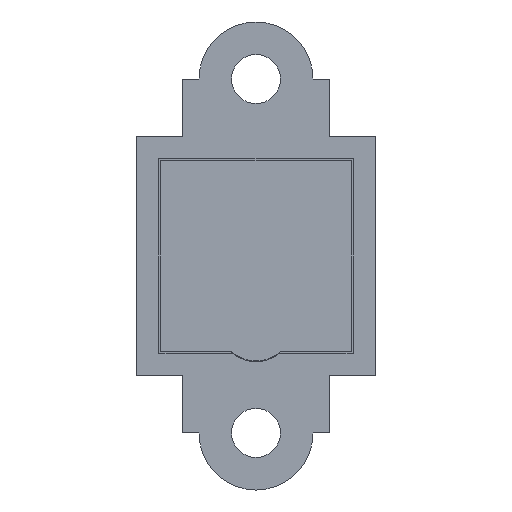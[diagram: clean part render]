
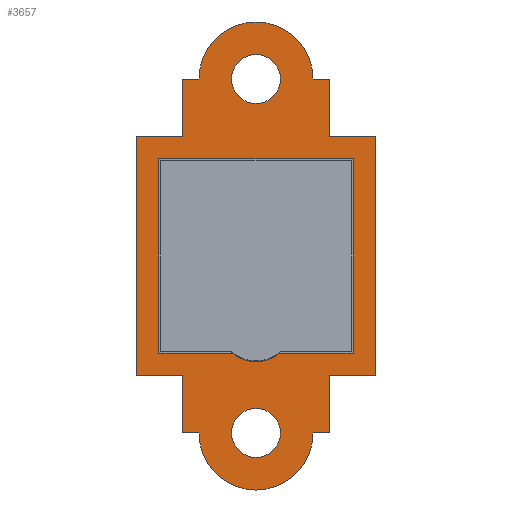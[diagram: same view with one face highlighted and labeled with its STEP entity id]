
A CAD part, front view. The second image highlights one B-rep face of the part: STEP entity #3657.
In plain terms, the highlighted planar face has unit normal (0, -1, 0).
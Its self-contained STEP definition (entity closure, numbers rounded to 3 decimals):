
#164=FACE_BOUND('',#564,.T.);
#165=FACE_BOUND('',#565,.T.);
#166=FACE_BOUND('',#566,.T.);
#185=CIRCLE('',#3793,2.25);
#188=CIRCLE('',#3883,3.5);
#189=CIRCLE('',#3884,3.5);
#190=CIRCLE('',#3885,1.5);
#191=CIRCLE('',#3886,1.5);
#349=FACE_OUTER_BOUND('',#563,.T.);
#563=EDGE_LOOP('',(#3098,#3099,#3100,#3101,#3102,#3103,#3104,#3105,#3106,
#3107,#3108,#3109,#3110,#3111,#3112,#3113));
#564=EDGE_LOOP('',(#3114,#3115,#3116,#3117,#3118,#3119));
#565=EDGE_LOOP('',(#3120));
#566=EDGE_LOOP('',(#3121));
#672=LINE('',#4950,#1093);
#677=LINE('',#4959,#1098);
#845=LINE('',#5897,#1266);
#947=LINE('',#6218,#1368);
#948=LINE('',#6220,#1369);
#949=LINE('',#6221,#1370);
#950=LINE('',#6223,#1371);
#951=LINE('',#6225,#1372);
#952=LINE('',#6227,#1373);
#953=LINE('',#6231,#1374);
#954=LINE('',#6233,#1375);
#955=LINE('',#6235,#1376);
#956=LINE('',#6237,#1377);
#957=LINE('',#6239,#1378);
#958=LINE('',#6241,#1379);
#959=LINE('',#6242,#1380);
#960=LINE('',#6244,#1381);
#961=LINE('',#6246,#1382);
#962=LINE('',#6247,#1383);
#1093=VECTOR('',#4108,10.);
#1098=VECTOR('',#4115,10.);
#1266=VECTOR('',#4345,10.);
#1368=VECTOR('',#4561,10.);
#1369=VECTOR('',#4562,10.);
#1370=VECTOR('',#4563,10.);
#1371=VECTOR('',#4564,10.);
#1372=VECTOR('',#4565,10.);
#1373=VECTOR('',#4566,10.);
#1374=VECTOR('',#4569,10.);
#1375=VECTOR('',#4570,10.);
#1376=VECTOR('',#4571,10.);
#1377=VECTOR('',#4572,10.);
#1378=VECTOR('',#4573,10.);
#1379=VECTOR('',#4574,10.);
#1380=VECTOR('',#4575,10.);
#1381=VECTOR('',#4576,10.);
#1382=VECTOR('',#4577,10.);
#1383=VECTOR('',#4578,10.);
#1507=VERTEX_POINT('',#4943);
#1508=VERTEX_POINT('',#4945);
#1509=VERTEX_POINT('',#4949);
#1512=VERTEX_POINT('',#4957);
#1687=VERTEX_POINT('',#5894);
#1688=VERTEX_POINT('',#5896);
#1743=VERTEX_POINT('',#6214);
#1744=VERTEX_POINT('',#6215);
#1745=VERTEX_POINT('',#6217);
#1746=VERTEX_POINT('',#6219);
#1747=VERTEX_POINT('',#6222);
#1748=VERTEX_POINT('',#6224);
#1749=VERTEX_POINT('',#6226);
#1750=VERTEX_POINT('',#6228);
#1751=VERTEX_POINT('',#6230);
#1752=VERTEX_POINT('',#6232);
#1753=VERTEX_POINT('',#6234);
#1754=VERTEX_POINT('',#6236);
#1755=VERTEX_POINT('',#6238);
#1756=VERTEX_POINT('',#6240);
#1757=VERTEX_POINT('',#6243);
#1758=VERTEX_POINT('',#6245);
#1759=VERTEX_POINT('',#6248);
#1760=VERTEX_POINT('',#6250);
#1872=EDGE_CURVE('',#1508,#1507,#185,.T.);
#1874=EDGE_CURVE('',#1508,#1509,#672,.T.);
#1879=EDGE_CURVE('',#1512,#1507,#677,.T.);
#2103=EDGE_CURVE('',#1687,#1688,#845,.T.);
#2213=EDGE_CURVE('',#1743,#1744,#188,.T.);
#2214=EDGE_CURVE('',#1745,#1744,#947,.T.);
#2215=EDGE_CURVE('',#1746,#1745,#948,.T.);
#2216=EDGE_CURVE('',#1688,#1746,#949,.T.);
#2217=EDGE_CURVE('',#1747,#1687,#950,.T.);
#2218=EDGE_CURVE('',#1748,#1747,#951,.T.);
#2219=EDGE_CURVE('',#1748,#1749,#952,.T.);
#2220=EDGE_CURVE('',#1749,#1750,#189,.T.);
#2221=EDGE_CURVE('',#1751,#1750,#953,.T.);
#2222=EDGE_CURVE('',#1752,#1751,#954,.T.);
#2223=EDGE_CURVE('',#1753,#1752,#955,.T.);
#2224=EDGE_CURVE('',#1754,#1753,#956,.T.);
#2225=EDGE_CURVE('',#1755,#1754,#957,.T.);
#2226=EDGE_CURVE('',#1756,#1755,#958,.T.);
#2227=EDGE_CURVE('',#1756,#1743,#959,.T.);
#2228=EDGE_CURVE('',#1757,#1512,#960,.T.);
#2229=EDGE_CURVE('',#1758,#1757,#961,.T.);
#2230=EDGE_CURVE('',#1509,#1758,#962,.T.);
#2231=EDGE_CURVE('',#1759,#1759,#190,.T.);
#2232=EDGE_CURVE('',#1760,#1760,#191,.T.);
#3098=ORIENTED_EDGE('',*,*,#2213,.T.);
#3099=ORIENTED_EDGE('',*,*,#2214,.F.);
#3100=ORIENTED_EDGE('',*,*,#2215,.F.);
#3101=ORIENTED_EDGE('',*,*,#2216,.F.);
#3102=ORIENTED_EDGE('',*,*,#2103,.F.);
#3103=ORIENTED_EDGE('',*,*,#2217,.F.);
#3104=ORIENTED_EDGE('',*,*,#2218,.F.);
#3105=ORIENTED_EDGE('',*,*,#2219,.T.);
#3106=ORIENTED_EDGE('',*,*,#2220,.T.);
#3107=ORIENTED_EDGE('',*,*,#2221,.F.);
#3108=ORIENTED_EDGE('',*,*,#2222,.F.);
#3109=ORIENTED_EDGE('',*,*,#2223,.F.);
#3110=ORIENTED_EDGE('',*,*,#2224,.F.);
#3111=ORIENTED_EDGE('',*,*,#2225,.F.);
#3112=ORIENTED_EDGE('',*,*,#2226,.F.);
#3113=ORIENTED_EDGE('',*,*,#2227,.T.);
#3114=ORIENTED_EDGE('',*,*,#1872,.T.);
#3115=ORIENTED_EDGE('',*,*,#1879,.F.);
#3116=ORIENTED_EDGE('',*,*,#2228,.F.);
#3117=ORIENTED_EDGE('',*,*,#2229,.F.);
#3118=ORIENTED_EDGE('',*,*,#2230,.F.);
#3119=ORIENTED_EDGE('',*,*,#1874,.F.);
#3120=ORIENTED_EDGE('',*,*,#2231,.T.);
#3121=ORIENTED_EDGE('',*,*,#2232,.T.);
#3466=PLANE('',#3882);
#3657=ADVANCED_FACE('',(#349,#164,#165,#166),#3466,.F.);
#3793=AXIS2_PLACEMENT_3D('',#4946,#4103,#4104);
#3882=AXIS2_PLACEMENT_3D('',#6213,#4557,#4558);
#3883=AXIS2_PLACEMENT_3D('',#6216,#4559,#4560);
#3884=AXIS2_PLACEMENT_3D('',#6229,#4567,#4568);
#3885=AXIS2_PLACEMENT_3D('',#6249,#4579,#4580);
#3886=AXIS2_PLACEMENT_3D('',#6251,#4581,#4582);
#4103=DIRECTION('center_axis',(0.,1.,0.));
#4104=DIRECTION('ref_axis',(0.,0.,-1.));
#4108=DIRECTION('',(1.,0.,0.));
#4115=DIRECTION('',(1.,0.,0.));
#4345=DIRECTION('',(0.,0.,1.));
#4557=DIRECTION('center_axis',(0.,1.,0.));
#4558=DIRECTION('ref_axis',(0.,0.,1.));
#4559=DIRECTION('center_axis',(0.,-1.,0.));
#4560=DIRECTION('ref_axis',(1.,0.,0.));
#4561=DIRECTION('',(1.,0.,0.));
#4562=DIRECTION('',(0.,0.,1.));
#4563=DIRECTION('',(1.,0.,0.));
#4564=DIRECTION('',(-1.,0.,0.));
#4565=DIRECTION('',(0.,0.,1.));
#4566=DIRECTION('',(1.,0.,0.));
#4567=DIRECTION('center_axis',(0.,-1.,0.));
#4568=DIRECTION('ref_axis',(-1.,0.,0.));
#4569=DIRECTION('',(-1.,0.,0.));
#4570=DIRECTION('',(0.,0.,-1.));
#4571=DIRECTION('',(-1.,0.,0.));
#4572=DIRECTION('',(0.,0.,-1.));
#4573=DIRECTION('',(1.,0.,0.));
#4574=DIRECTION('',(0.,0.,-1.));
#4575=DIRECTION('',(-1.,0.,0.));
#4576=DIRECTION('',(0.,0.,-1.));
#4577=DIRECTION('',(-1.,0.,0.));
#4578=DIRECTION('',(0.,0.,1.));
#4579=DIRECTION('center_axis',(0.,1.,0.));
#4580=DIRECTION('ref_axis',(-1.,0.,0.));
#4581=DIRECTION('center_axis',(0.,1.,0.));
#4582=DIRECTION('ref_axis',(-1.,0.,0.));
#4943=CARTESIAN_POINT('',(-0.708,0.85,-3.95));
#4945=CARTESIAN_POINT('',(2.209,0.85,-3.95));
#4946=CARTESIAN_POINT('Origin',(0.75,0.85,-2.237));
#4949=CARTESIAN_POINT('',(6.7,0.85,-3.95));
#4950=CARTESIAN_POINT('',(0.75,0.85,-3.95));
#4957=CARTESIAN_POINT('',(-5.2,0.85,-3.95));
#4959=CARTESIAN_POINT('',(0.75,0.85,-3.95));
#5894=CARTESIAN_POINT('',(-6.6,0.85,-5.35));
#5896=CARTESIAN_POINT('',(-6.6,0.85,9.35));
#5897=CARTESIAN_POINT('',(-6.6,0.85,2.));
#6213=CARTESIAN_POINT('Origin',(0.75,0.85,2.));
#6214=CARTESIAN_POINT('',(4.25,0.85,12.85));
#6215=CARTESIAN_POINT('',(-2.75,0.85,12.85));
#6216=CARTESIAN_POINT('Origin',(0.75,0.85,12.85));
#6217=CARTESIAN_POINT('',(-3.75,0.85,12.85));
#6218=CARTESIAN_POINT('',(-3.25,0.85,12.85));
#6219=CARTESIAN_POINT('',(-3.75,0.85,9.35));
#6220=CARTESIAN_POINT('',(-3.75,0.85,2.));
#6221=CARTESIAN_POINT('',(0.75,0.85,9.35));
#6222=CARTESIAN_POINT('',(-3.75,0.85,-5.35));
#6223=CARTESIAN_POINT('',(0.75,0.85,-5.35));
#6224=CARTESIAN_POINT('',(-3.75,0.85,-8.85));
#6225=CARTESIAN_POINT('',(-3.75,0.85,2.));
#6226=CARTESIAN_POINT('',(-2.75,0.85,-8.85));
#6227=CARTESIAN_POINT('',(-3.25,0.85,-8.85));
#6228=CARTESIAN_POINT('',(4.25,0.85,-8.85));
#6229=CARTESIAN_POINT('Origin',(0.75,0.85,-8.85));
#6230=CARTESIAN_POINT('',(5.25,0.85,-8.85));
#6231=CARTESIAN_POINT('',(4.75,0.85,-8.85));
#6232=CARTESIAN_POINT('',(5.25,0.85,-5.35));
#6233=CARTESIAN_POINT('',(5.25,0.85,2.));
#6234=CARTESIAN_POINT('',(8.1,0.85,-5.35));
#6235=CARTESIAN_POINT('',(0.75,0.85,-5.35));
#6236=CARTESIAN_POINT('',(8.1,0.85,9.35));
#6237=CARTESIAN_POINT('',(8.1,0.85,2.));
#6238=CARTESIAN_POINT('',(5.25,0.85,9.35));
#6239=CARTESIAN_POINT('',(0.75,0.85,9.35));
#6240=CARTESIAN_POINT('',(5.25,0.85,12.85));
#6241=CARTESIAN_POINT('',(5.25,0.85,2.));
#6242=CARTESIAN_POINT('',(4.75,0.85,12.85));
#6243=CARTESIAN_POINT('',(-5.2,0.85,7.95));
#6244=CARTESIAN_POINT('',(-5.2,0.85,2.));
#6245=CARTESIAN_POINT('',(6.7,0.85,7.95));
#6246=CARTESIAN_POINT('',(0.75,0.85,7.95));
#6247=CARTESIAN_POINT('',(6.7,0.85,2.));
#6248=CARTESIAN_POINT('',(2.25,0.85,12.85));
#6249=CARTESIAN_POINT('Origin',(0.75,0.85,12.85));
#6250=CARTESIAN_POINT('',(2.25,0.85,-8.85));
#6251=CARTESIAN_POINT('Origin',(0.75,0.85,-8.85));
